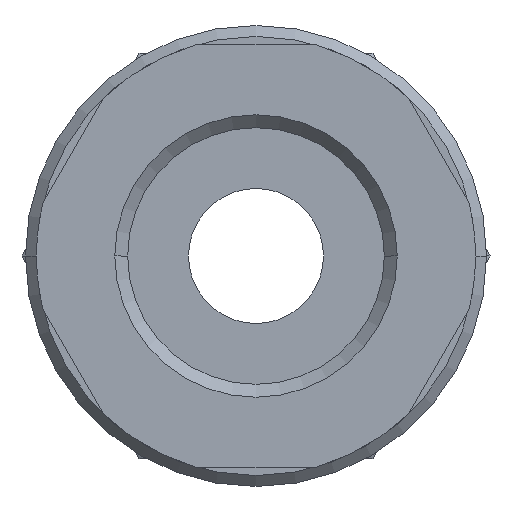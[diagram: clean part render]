
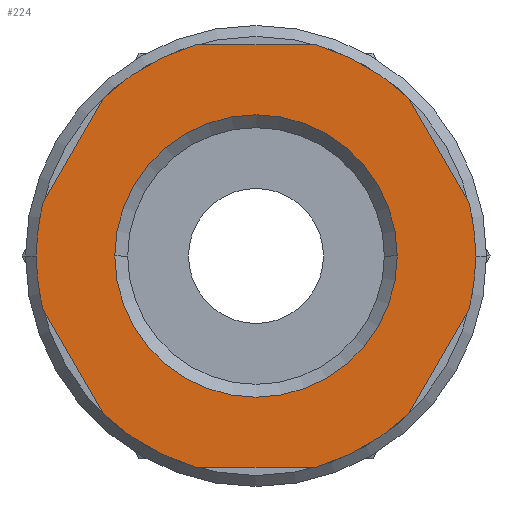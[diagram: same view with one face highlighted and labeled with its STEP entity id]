
A CAD part, front view. The second image highlights one B-rep face of the part: STEP entity #224.
In plain terms, the highlighted planar face has unit normal (0, -1, 0).
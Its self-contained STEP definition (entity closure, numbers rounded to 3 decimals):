
#224=ADVANCED_FACE('',(#467,#468),#469,.T.);
#467=FACE_BOUND('',#722,.T.);
#468=FACE_OUTER_BOUND('',#723,.T.);
#469=PLANE('',#724);
#722=EDGE_LOOP('',(#1290,#1291));
#723=EDGE_LOOP('',(#1292,#1293,#1294,#1295,#1296,#1297,#1298,#1299,#1300,#1301,#1302,#1303,#1304,#1305));
#724=AXIS2_PLACEMENT_3D('',#1306,#1307,#1308);
#1290=ORIENTED_EDGE('',*,*,#1475,.T.);
#1291=ORIENTED_EDGE('',*,*,#1583,.T.);
#1292=ORIENTED_EDGE('',*,*,#1674,.F.);
#1293=ORIENTED_EDGE('',*,*,#1686,.F.);
#1294=ORIENTED_EDGE('',*,*,#1515,.F.);
#1295=ORIENTED_EDGE('',*,*,#1648,.F.);
#1296=ORIENTED_EDGE('',*,*,#1479,.F.);
#1297=ORIENTED_EDGE('',*,*,#1463,.F.);
#1298=ORIENTED_EDGE('',*,*,#1536,.F.);
#1299=ORIENTED_EDGE('',*,*,#1591,.F.);
#1300=ORIENTED_EDGE('',*,*,#1687,.F.);
#1301=ORIENTED_EDGE('',*,*,#1484,.F.);
#1302=ORIENTED_EDGE('',*,*,#1576,.F.);
#1303=ORIENTED_EDGE('',*,*,#1688,.F.);
#1304=ORIENTED_EDGE('',*,*,#1611,.F.);
#1305=ORIENTED_EDGE('',*,*,#1664,.F.);
#1306=CARTESIAN_POINT('',(6.5,0.0,0.0));
#1307=DIRECTION('',(-0.0,-1.0,-0.0));
#1308=DIRECTION('',(-1.0,0.0,0.0));
#1463=EDGE_CURVE('',#1722,#1725,#1726,.T.);
#1475=EDGE_CURVE('',#1747,#1745,#1748,.T.);
#1479=EDGE_CURVE('',#1725,#1753,#1754,.T.);
#1484=EDGE_CURVE('',#1760,#1762,#1763,.T.);
#1515=EDGE_CURVE('',#1813,#1815,#1816,.T.);
#1536=EDGE_CURVE('',#1846,#1722,#1848,.T.);
#1576=EDGE_CURVE('',#1906,#1760,#1908,.T.);
#1583=EDGE_CURVE('',#1745,#1747,#1915,.T.);
#1591=EDGE_CURVE('',#1925,#1846,#1927,.T.);
#1611=EDGE_CURVE('',#1953,#1955,#1956,.T.);
#1648=EDGE_CURVE('',#1753,#1813,#2002,.T.);
#1664=EDGE_CURVE('',#2021,#1953,#2023,.T.);
#1674=EDGE_CURVE('',#2032,#2021,#2034,.T.);
#1686=EDGE_CURVE('',#1815,#2032,#2046,.T.);
#1687=EDGE_CURVE('',#1762,#1925,#2047,.T.);
#1688=EDGE_CURVE('',#1955,#1906,#2048,.T.);
#1722=VERTEX_POINT('',#2084);
#1725=VERTEX_POINT('',#2088);
#1726=CIRCLE('',#2089,13.0);
#1745=VERTEX_POINT('',#2155);
#1747=VERTEX_POINT('',#2158);
#1748=CIRCLE('',#2159,8.36);
#1753=VERTEX_POINT('',#2165);
#1754=LINE('',#2166,#2167);
#1760=VERTEX_POINT('',#2175);
#1762=VERTEX_POINT('',#2178);
#1763=LINE('',#2179,#2180);
#1813=VERTEX_POINT('',#2269);
#1815=VERTEX_POINT('',#2272);
#1816=LINE('',#2273,#2274);
#1846=VERTEX_POINT('',#2321);
#1848=CIRCLE('',#2324,13.0);
#1906=VERTEX_POINT('',#2457);
#1908=CIRCLE('',#2460,13.0);
#1915=CIRCLE('',#2467,8.36);
#1925=VERTEX_POINT('',#2479);
#1927=LINE('',#2482,#2483);
#1953=VERTEX_POINT('',#2536);
#1955=VERTEX_POINT('',#2539);
#1956=CIRCLE('',#2540,13.0);
#2002=CIRCLE('',#2640,13.0);
#2021=VERTEX_POINT('',#2663);
#2023=CIRCLE('',#2666,13.0);
#2032=VERTEX_POINT('',#2719);
#2034=LINE('',#2722,#2723);
#2046=CIRCLE('',#2739,13.0);
#2047=CIRCLE('',#2740,13.0);
#2048=LINE('',#2741,#2742);
#2084=CARTESIAN_POINT('',(13.0,0.0,0.));
#2088=CARTESIAN_POINT('',(12.611,0.0,-3.158));
#2089=AXIS2_PLACEMENT_3D('',#2777,#2778,#2779);
#2155=CARTESIAN_POINT('',(8.36,0.0,0.));
#2158=CARTESIAN_POINT('',(-8.36,0.0,0.));
#2159=AXIS2_PLACEMENT_3D('',#2787,#2788,#2789);
#2165=CARTESIAN_POINT('',(9.04,0.0,-9.342));
#2166=CARTESIAN_POINT('',(11.638,0.0,-4.843));
#2167=VECTOR('',#2794,1.0);
#2175=CARTESIAN_POINT('',(-3.571,0.0,12.5));
#2178=CARTESIAN_POINT('',(3.571,0.0,12.5));
#2179=CARTESIAN_POINT('',(3.25,0.0,12.5));
#2180=VECTOR('',#2798,1.0);
#2269=CARTESIAN_POINT('',(3.571,0.0,-12.5));
#2272=CARTESIAN_POINT('',(-3.571,0.0,-12.5));
#2273=CARTESIAN_POINT('',(3.25,0.0,-12.5));
#2274=VECTOR('',#2848,1.0);
#2321=CARTESIAN_POINT('',(12.611,0.0,3.158));
#2324=AXIS2_PLACEMENT_3D('',#2877,#2878,#2879);
#2457=CARTESIAN_POINT('',(-9.04,0.0,9.342));
#2460=AXIS2_PLACEMENT_3D('',#2932,#2933,#2934);
#2467=AXIS2_PLACEMENT_3D('',#2944,#2945,#2946);
#2479=CARTESIAN_POINT('',(9.04,0.0,9.342));
#2482=CARTESIAN_POINT('',(11.638,0.0,4.843));
#2483=VECTOR('',#2956,1.0);
#2536=CARTESIAN_POINT('',(-13.0,0.0,0.));
#2539=CARTESIAN_POINT('',(-12.611,0.0,3.158));
#2540=AXIS2_PLACEMENT_3D('',#2984,#2985,#2986);
#2640=AXIS2_PLACEMENT_3D('',#3024,#3025,#3026);
#2663=CARTESIAN_POINT('',(-12.611,0.0,-3.158));
#2666=AXIS2_PLACEMENT_3D('',#3050,#3051,#3052);
#2719=CARTESIAN_POINT('',(-9.04,0.0,-9.342));
#2722=CARTESIAN_POINT('',(-10.013,0.0,-7.657));
#2723=VECTOR('',#3057,1.0);
#2739=AXIS2_PLACEMENT_3D('',#3065,#3066,#3067);
#2740=AXIS2_PLACEMENT_3D('',#3068,#3069,#3070);
#2741=CARTESIAN_POINT('',(-10.013,0.0,7.657));
#2742=VECTOR('',#3071,1.0);
#2777=CARTESIAN_POINT('',(0.0,0.0,0.0));
#2778=DIRECTION('',(-0.0,1.0,0.0));
#2779=DIRECTION('',(1.0,0.0,0.0));
#2787=CARTESIAN_POINT('',(0.0,0.0,0.0));
#2788=DIRECTION('',(-0.0,1.0,0.0));
#2789=DIRECTION('',(1.0,0.0,0.0));
#2794=DIRECTION('',(-0.5,0.0,-0.866));
#2798=DIRECTION('',(1.0,-0.0,0.));
#2848=DIRECTION('',(-1.0,0.0,0.0));
#2877=CARTESIAN_POINT('',(0.0,0.0,0.0));
#2878=DIRECTION('',(-0.0,1.0,0.0));
#2879=DIRECTION('',(1.0,0.0,0.0));
#2932=CARTESIAN_POINT('',(0.0,0.0,0.0));
#2933=DIRECTION('',(-0.0,1.0,0.0));
#2934=DIRECTION('',(1.0,0.0,0.0));
#2944=CARTESIAN_POINT('',(0.0,0.0,0.0));
#2945=DIRECTION('',(-0.0,1.0,0.0));
#2946=DIRECTION('',(1.0,0.0,0.0));
#2956=DIRECTION('',(0.5,0.0,-0.866));
#2984=CARTESIAN_POINT('',(0.0,0.0,0.0));
#2985=DIRECTION('',(-0.0,1.0,0.0));
#2986=DIRECTION('',(1.0,0.0,0.0));
#3024=CARTESIAN_POINT('',(0.0,0.0,0.0));
#3025=DIRECTION('',(-0.0,1.0,0.0));
#3026=DIRECTION('',(1.0,0.0,0.0));
#3050=CARTESIAN_POINT('',(0.0,0.0,0.0));
#3051=DIRECTION('',(-0.0,1.0,0.0));
#3052=DIRECTION('',(1.0,0.0,0.0));
#3057=DIRECTION('',(-0.5,0.0,0.866));
#3065=CARTESIAN_POINT('',(0.0,0.0,0.0));
#3066=DIRECTION('',(-0.0,1.0,0.0));
#3067=DIRECTION('',(1.0,0.0,0.0));
#3068=CARTESIAN_POINT('',(0.0,0.0,0.0));
#3069=DIRECTION('',(-0.0,1.0,0.0));
#3070=DIRECTION('',(1.0,0.0,0.0));
#3071=DIRECTION('',(0.5,-0.0,0.866));
